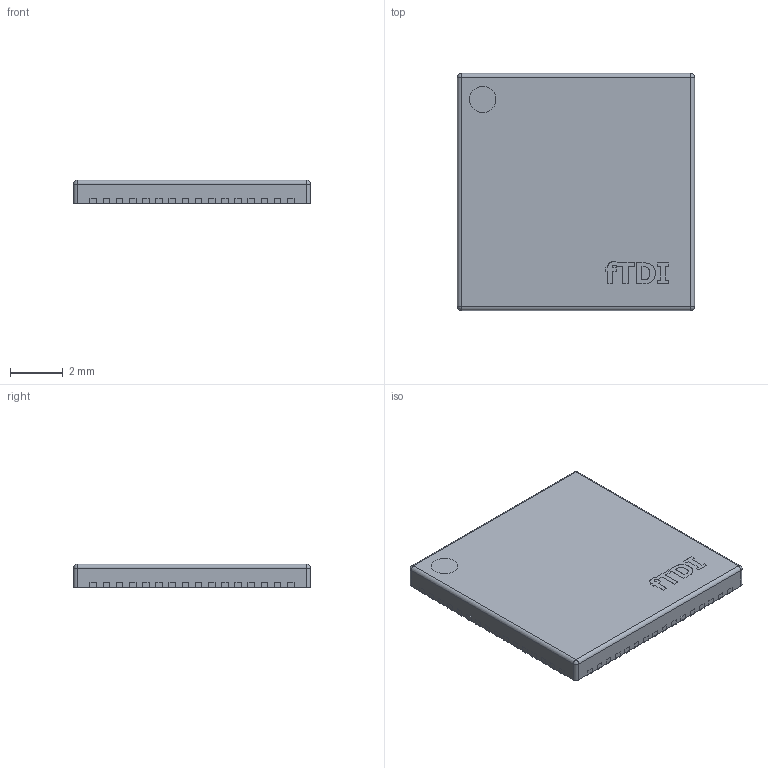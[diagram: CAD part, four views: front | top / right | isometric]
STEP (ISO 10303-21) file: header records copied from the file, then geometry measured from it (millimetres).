
FILE_DESCRIPTION(/* description */ (''),/* implementation_level */ '2;1');
FILE_NAME(/* name */ '1.stp',/* time_stamp */ '2020-04-18T12:09:29+02:00',/* author */ ('Khaled'),/* organization */ (''),/* preprocessor_version */ 'ST-DEVELOPER v17.2',/* originating_system */ 'Autodesk Inventor 2019',/* authorisation */ '');
FILE_SCHEMA (('AUTOMOTIVE_DESIGN { 1 0 10303 214 3 1 1 }'));
Length unit declared in the file: millimetre
Products named in the file (5): 1; 1_1; 2; circle; FTDI
Assembly tree (4 placements, depth 2):
  1
    1_1
    2
    circle
    FTDI
Bounding box: 9.01 x 9.01 x 0.9 mm (x, y, z)
Surface area: 264.2 mm2
Topology: 70 solids, 70 shells, 468 faces, 972 edges, 644 vertices
Faces by surface type: plane 379, cylinder 73, bspline 12, sphere 4
Full cylindrical faces by diameter (mm): 1 x1
Entity records: 12487 total; most frequent: CARTESIAN_POINT 2254, DIRECTION 2023, ORIENTED_EDGE 1944, EDGE_CURVE 972, LINE 801, VECTOR 801, VERTEX_POINT 644, AXIS2_PLACEMENT_3D 611
